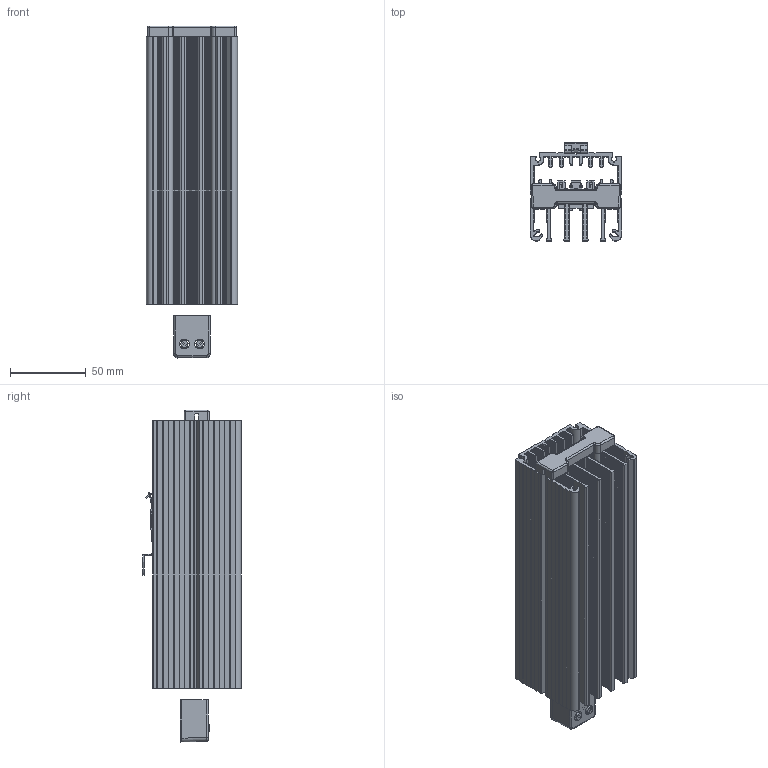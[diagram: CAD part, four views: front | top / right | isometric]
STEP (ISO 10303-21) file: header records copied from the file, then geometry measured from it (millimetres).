
FILE_DESCRIPTION((''),'2;1');
FILE_NAME('KH-502-150W_ASM','2016-06-22T',('alexcam'),(''),'CREO PARAMETRIC BY PTC INC, 2014500','CREO PARAMETRIC BY PTC INC, 2014500','');
FILE_SCHEMA(('CONFIG_CONTROL_DESIGN'));
Length unit declared in the file: millimetre
Products named in the file (7): 502150_1; 502150_6; 502150_11; 502150_12; 502150_13; 502150_15; KH-502-150W_ASM
Assembly tree (6 placements, depth 2):
  KH-502-150W_ASM
    502150_1
    502150_6
    502150_11
    502150_12
    502150_13
    502150_15
Bounding box: 60.5 x 64.76 x 218.63 mm (x, y, z)
Volume: 208925 mm3; surface area: 214301 mm2
Topology: 6 solids, 6 shells, 1521 faces, 4439 edges, 2932 vertices
Faces by surface type: plane 1246, cylinder 231, extrusion 26, torus 8, sphere 6, bspline 2, cone 2
Entity records: 50259 total; most frequent: CARTESIAN_POINT 9517, ORIENTED_EDGE 8878, DIRECTION 7867, EDGE_CURVE 4439, VECTOR 3935, LINE 3909, VERTEX_POINT 2932, AXIS2_PLACEMENT_3D 1966
